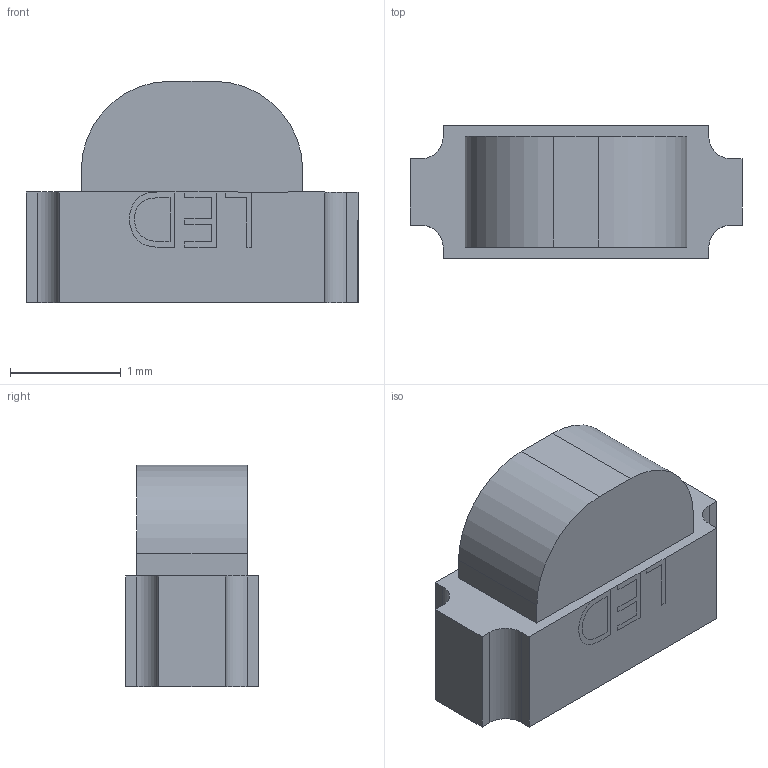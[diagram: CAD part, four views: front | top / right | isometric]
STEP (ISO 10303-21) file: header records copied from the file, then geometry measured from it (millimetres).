
FILE_DESCRIPTION (( 'STEP AP203' ), '1' );
FILE_NAME ('0180-004-DM-0095.STEP', '2017-09-19T05:49:56', ( '' ), ( '' ), 'SwSTEP 2.0', 'SolidWorks 2016', '' );
FILE_SCHEMA (( 'CONFIG_CONTROL_DESIGN' ));
Length unit declared in the file: millimetre
Products named in the file (1): 0180-004-DM-0095
Bounding box: 3 x 1.2 x 2 mm (x, y, z)
Volume: 5 mm3; surface area: 19.4 mm2
Topology: 1 solids, 1 shells, 29 faces, 100 edges, 75 vertices
Faces by surface type: plane 23, cylinder 6
Entity records: 1279 total; most frequent: CARTESIAN_POINT 315, ORIENTED_EDGE 200, DIRECTION 165, EDGE_CURVE 100, VECTOR 81, LINE 81, VERTEX_POINT 75, AXIS2_PLACEMENT_3D 42
